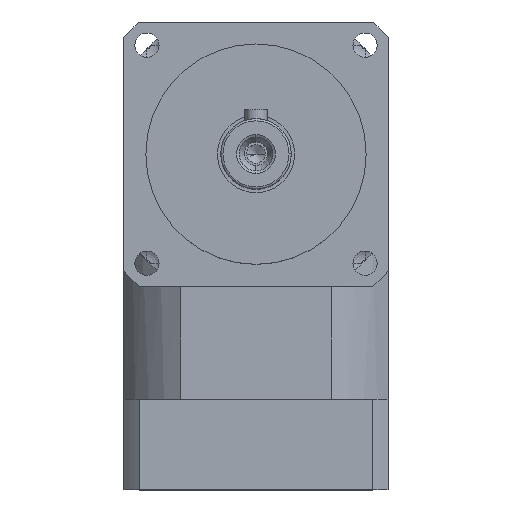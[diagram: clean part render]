
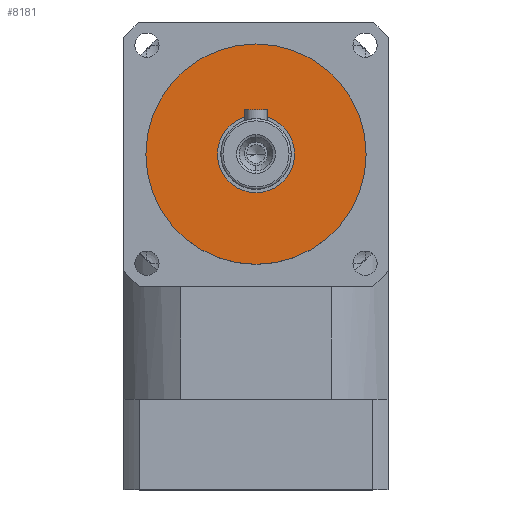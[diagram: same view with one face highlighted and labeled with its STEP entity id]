
A CAD part, top view. The second image highlights one B-rep face of the part: STEP entity #8181.
In plain terms, the highlighted planar face has unit normal (0, 0, 1).
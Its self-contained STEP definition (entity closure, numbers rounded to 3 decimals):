
#200 = EDGE_CURVE ( 'NONE', #8734, #5563, #8209, .T. ) ;
#295 = CARTESIAN_POINT ( 'NONE',  ( 0., 0., 45.5 ) ) ;
#505 = ORIENTED_EDGE ( 'NONE', *, *, #200, .T. ) ;
#1098 = EDGE_CURVE ( 'NONE', #1299, #8824, #8515, .T. ) ;
#1108 = CARTESIAN_POINT ( 'NONE',  ( 0., 0., 45.5 ) ) ;
#1161 = CARTESIAN_POINT ( 'NONE',  ( 0., 0., 45.5 ) ) ;
#1299 = VERTEX_POINT ( 'NONE', #1717 ) ;
#1339 = AXIS2_PLACEMENT_3D ( 'NONE', #1161, #6229, #1905 ) ;
#1717 = CARTESIAN_POINT ( 'NONE',  ( -8.75, 0., 45.5 ) ) ;
#1803 = ORIENTED_EDGE ( 'NONE', *, *, #3228, .F. ) ;
#1842 = DIRECTION ( 'NONE',  ( 1., 0., 0. ) ) ;
#1905 = DIRECTION ( 'NONE',  ( 1., 0., 0. ) ) ;
#2173 = ORIENTED_EDGE ( 'NONE', *, *, #8451, .T. ) ;
#2359 = DIRECTION ( 'NONE',  ( 0., 0., 1. ) ) ;
#2387 = CIRCLE ( 'NONE', #7519, 25. ) ;
#2513 = FACE_BOUND ( 'NONE', #9276, .T. ) ;
#2735 = CARTESIAN_POINT ( 'NONE',  ( -25., 0., 45.5 ) ) ;
#3228 = EDGE_CURVE ( 'NONE', #8824, #1299, #4129, .T. ) ;
#3482 = CARTESIAN_POINT ( 'NONE',  ( 0., 0., 45.5 ) ) ;
#4000 = AXIS2_PLACEMENT_3D ( 'NONE', #1108, #6168, #1842 ) ;
#4129 = CIRCLE ( 'NONE', #4000, 8.75 ) ;
#4176 = PLANE ( 'NONE',  #7218 ) ;
#4921 = DIRECTION ( 'NONE',  ( 1., 0., 0. ) ) ;
#4945 = EDGE_LOOP ( 'NONE', ( #2173, #505 ) ) ;
#5513 = CARTESIAN_POINT ( 'NONE',  ( 25., 0., 45.5 ) ) ;
#5563 = VERTEX_POINT ( 'NONE', #2735 ) ;
#6168 = DIRECTION ( 'NONE',  ( 0., 0., 1. ) ) ;
#6229 = DIRECTION ( 'NONE',  ( 0., 0., 1. ) ) ;
#6358 = FACE_OUTER_BOUND ( 'NONE', #4945, .T. ) ;
#6696 = CARTESIAN_POINT ( 'NONE',  ( 0., 0., 45.5 ) ) ;
#6983 = DIRECTION ( 'NONE',  ( 1., 0., 0. ) ) ;
#7080 = CARTESIAN_POINT ( 'NONE',  ( 8.75, 0., 45.5 ) ) ;
#7091 = DIRECTION ( 'NONE',  ( 0., 0., 1. ) ) ;
#7218 = AXIS2_PLACEMENT_3D ( 'NONE', #3482, #7091, #4921 ) ;
#7394 = AXIS2_PLACEMENT_3D ( 'NONE', #295, #9190, #6983 ) ;
#7443 = DIRECTION ( 'NONE',  ( 1., 0., 0. ) ) ;
#7519 = AXIS2_PLACEMENT_3D ( 'NONE', #6696, #2359, #7443 ) ;
#8181 = ADVANCED_FACE ( 'NONE', ( #2513, #6358 ), #4176, .T. ) ;
#8209 = CIRCLE ( 'NONE', #7394, 25. ) ;
#8451 = EDGE_CURVE ( 'NONE', #5563, #8734, #2387, .T. ) ;
#8515 = CIRCLE ( 'NONE', #1339, 8.75 ) ;
#8734 = VERTEX_POINT ( 'NONE', #5513 ) ;
#8824 = VERTEX_POINT ( 'NONE', #7080 ) ;
#8843 = ORIENTED_EDGE ( 'NONE', *, *, #1098, .F. ) ;
#9190 = DIRECTION ( 'NONE',  ( 0., 0., 1. ) ) ;
#9276 = EDGE_LOOP ( 'NONE', ( #1803, #8843 ) ) ;
